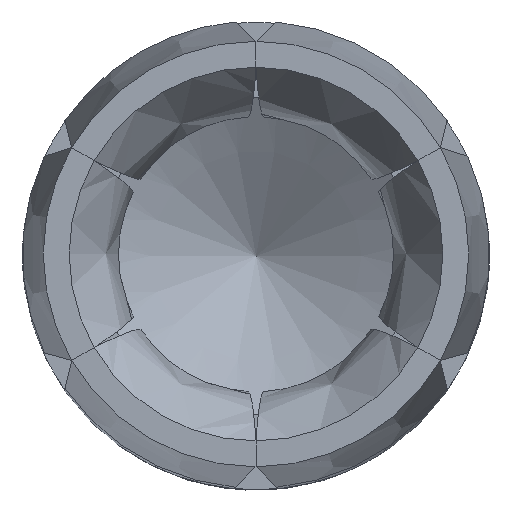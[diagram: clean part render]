
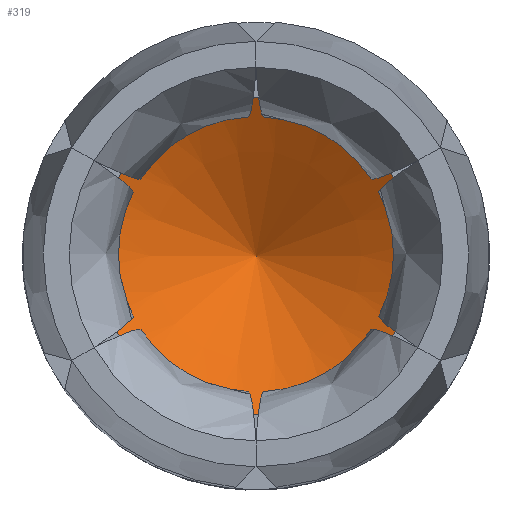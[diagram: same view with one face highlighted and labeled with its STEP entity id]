
A CAD part, top view. The second image highlights one B-rep face of the part: STEP entity #319.
In plain terms, the highlighted conical face has half-angle 60 degrees and reference radius 0 mm.
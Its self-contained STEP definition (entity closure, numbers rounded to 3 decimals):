
#81=VERTEX_LOOP('',#1217);
#105=CONICAL_SURFACE('',#2157,0.,60.);
#319=ADVANCED_FACE('',(#409,#410),#105,.F.);
#409=FACE_BOUND('',#81,.T.);
#410=FACE_BOUND('',#469,.T.);
#469=EDGE_LOOP('',(#769,#770,#771,#772,#773,#774,#775,#776,#777,#778,#779,
#780,#781));
#769=ORIENTED_EDGE('',*,*,#1447,.T.);
#770=ORIENTED_EDGE('',*,*,#1448,.T.);
#771=ORIENTED_EDGE('',*,*,#1449,.T.);
#772=ORIENTED_EDGE('',*,*,#1450,.T.);
#773=ORIENTED_EDGE('',*,*,#1446,.T.);
#774=ORIENTED_EDGE('',*,*,#1443,.T.);
#775=ORIENTED_EDGE('',*,*,#1394,.T.);
#776=ORIENTED_EDGE('',*,*,#1436,.T.);
#777=ORIENTED_EDGE('',*,*,#1424,.T.);
#778=ORIENTED_EDGE('',*,*,#1421,.T.);
#779=ORIENTED_EDGE('',*,*,#1417,.T.);
#780=ORIENTED_EDGE('',*,*,#1414,.T.);
#781=ORIENTED_EDGE('',*,*,#1451,.T.);
#1176=VERTEX_POINT('',#2947);
#1193=VERTEX_POINT('',#3092);
#1194=VERTEX_POINT('',#3094);
#1207=VERTEX_POINT('',#3183);
#1208=VERTEX_POINT('',#3185);
#1209=VERTEX_POINT('',#3191);
#1210=VERTEX_POINT('',#3197);
#1212=VERTEX_POINT('',#3205);
#1216=VERTEX_POINT('',#3293);
#1217=VERTEX_POINT('',#3300);
#1218=VERTEX_POINT('',#3302);
#1219=VERTEX_POINT('',#3303);
#1220=VERTEX_POINT('',#3305);
#1221=VERTEX_POINT('',#3307);
#1394=EDGE_CURVE('',#1193,#1194,#1725,.T.);
#1414=EDGE_CURVE('',#1208,#1207,#1732,.T.);
#1417=EDGE_CURVE('',#1209,#1208,#1733,.T.);
#1421=EDGE_CURVE('',#1210,#1209,#1734,.T.);
#1424=EDGE_CURVE('',#1212,#1210,#1735,.T.);
#1436=EDGE_CURVE('',#1194,#1212,#1738,.T.);
#1443=EDGE_CURVE('',#1216,#1193,#1739,.T.);
#1446=EDGE_CURVE('',#1176,#1216,#1740,.T.);
#1447=EDGE_CURVE('',#1218,#1219,#1741,.T.);
#1448=EDGE_CURVE('',#1219,#1220,#1742,.T.);
#1449=EDGE_CURVE('',#1220,#1221,#1743,.T.);
#1450=EDGE_CURVE('',#1221,#1176,#1744,.T.);
#1451=EDGE_CURVE('',#1207,#1218,#1745,.T.);
#1725=CIRCLE('',#2108,1.525);
#1732=CIRCLE('',#2122,1.525);
#1733=CIRCLE('',#2125,1.525);
#1734=CIRCLE('',#2128,1.525);
#1735=CIRCLE('',#2131,1.525);
#1738=CIRCLE('',#2140,1.525);
#1739=CIRCLE('',#2147,1.525);
#1740=CIRCLE('',#2150,1.525);
#1741=CIRCLE('',#2152,1.525);
#1742=CIRCLE('',#2153,1.525);
#1743=CIRCLE('',#2154,1.525);
#1744=CIRCLE('',#2155,1.525);
#1745=CIRCLE('',#2156,1.525);
#2108=AXIS2_PLACEMENT_3D('',#3095,#2404,#2405);
#2122=AXIS2_PLACEMENT_3D('',#3184,#2439,#2440);
#2125=AXIS2_PLACEMENT_3D('',#3190,#2447,#2448);
#2128=AXIS2_PLACEMENT_3D('',#3198,#2456,#2457);
#2131=AXIS2_PLACEMENT_3D('',#3204,#2464,#2465);
#2140=AXIS2_PLACEMENT_3D('',#3275,#2485,#2486);
#2147=AXIS2_PLACEMENT_3D('',#3292,#2503,#2504);
#2150=AXIS2_PLACEMENT_3D('',#3298,#2511,#2512);
#2152=AXIS2_PLACEMENT_3D('',#3301,#2515,#2516);
#2153=AXIS2_PLACEMENT_3D('',#3304,#2517,#2518);
#2154=AXIS2_PLACEMENT_3D('',#3306,#2519,#2520);
#2155=AXIS2_PLACEMENT_3D('',#3308,#2521,#2522);
#2156=AXIS2_PLACEMENT_3D('',#3309,#2523,#2524);
#2157=AXIS2_PLACEMENT_3D('',#3310,#2525,#2526);
#2404=DIRECTION('',(0.,0.,1.));
#2405=DIRECTION('',(0.131,-0.991,0.));
#2439=DIRECTION('',(0.,0.,1.));
#2440=DIRECTION('',(0.131,0.991,0.));
#2447=DIRECTION('',(0.,0.,1.));
#2448=DIRECTION('',(0.793,0.609,0.));
#2456=DIRECTION('',(0.,0.,1.));
#2457=DIRECTION('',(0.924,0.382,0.));
#2464=DIRECTION('',(0.,0.,1.));
#2465=DIRECTION('',(0.924,-0.382,0.));
#2485=DIRECTION('',(0.,0.,1.));
#2486=DIRECTION('',(0.793,-0.609,0.));
#2503=DIRECTION('',(0.,0.,1.));
#2504=DIRECTION('',(-0.131,-0.991,0.));
#2511=DIRECTION('',(0.,0.,1.));
#2512=DIRECTION('',(-0.793,-0.609,0.));
#2515=DIRECTION('',(0.,0.,1.));
#2516=DIRECTION('',(-0.5,0.866,0.));
#2517=DIRECTION('',(0.,0.,1.));
#2518=DIRECTION('',(-0.793,0.609,0.));
#2519=DIRECTION('',(0.,0.,1.));
#2520=DIRECTION('',(-0.924,0.382,0.));
#2521=DIRECTION('',(0.,0.,1.));
#2522=DIRECTION('',(-0.924,-0.382,0.));
#2523=DIRECTION('',(0.,0.,1.));
#2524=DIRECTION('',(-0.131,0.991,0.));
#2525=DIRECTION('',(0.,0.,1.));
#2526=DIRECTION('',(-0.5,0.866,0.));
#2947=CARTESIAN_POINT('',(-1.209,-0.929,11.849));
#3092=CARTESIAN_POINT('',(0.2,-1.512,11.849));
#3094=CARTESIAN_POINT('',(1.209,-0.929,11.849));
#3095=CARTESIAN_POINT('',(0.,0.,11.849));
#3183=CARTESIAN_POINT('',(-0.2,1.512,11.849));
#3184=CARTESIAN_POINT('',(0.,0.,11.849));
#3185=CARTESIAN_POINT('',(0.2,1.512,11.849));
#3190=CARTESIAN_POINT('',(0.,0.,11.849));
#3191=CARTESIAN_POINT('',(1.209,0.929,11.849));
#3197=CARTESIAN_POINT('',(1.409,0.583,11.849));
#3198=CARTESIAN_POINT('',(0.,0.,11.849));
#3204=CARTESIAN_POINT('',(0.,0.,11.849));
#3205=CARTESIAN_POINT('',(1.409,-0.583,11.849));
#3275=CARTESIAN_POINT('',(0.,0.,11.849));
#3292=CARTESIAN_POINT('',(0.,0.,11.849));
#3293=CARTESIAN_POINT('',(-0.2,-1.512,11.849));
#3298=CARTESIAN_POINT('',(0.,0.,11.849));
#3300=CARTESIAN_POINT('',(0.,0.,10.969));
#3301=CARTESIAN_POINT('',(0.,0.,11.849));
#3302=CARTESIAN_POINT('',(-0.763,1.321,11.849));
#3303=CARTESIAN_POINT('',(-1.209,0.929,11.849));
#3304=CARTESIAN_POINT('',(0.,0.,11.849));
#3305=CARTESIAN_POINT('',(-1.409,0.583,11.849));
#3306=CARTESIAN_POINT('',(0.,0.,11.849));
#3307=CARTESIAN_POINT('',(-1.409,-0.583,11.849));
#3308=CARTESIAN_POINT('',(0.,0.,11.849));
#3309=CARTESIAN_POINT('',(0.,0.,11.849));
#3310=CARTESIAN_POINT('',(0.,0.,10.969));
